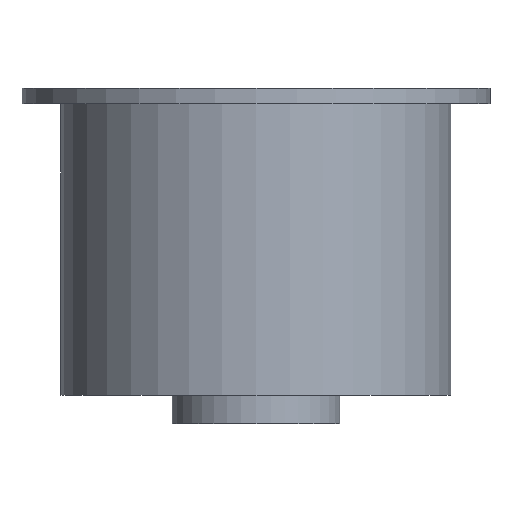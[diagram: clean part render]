
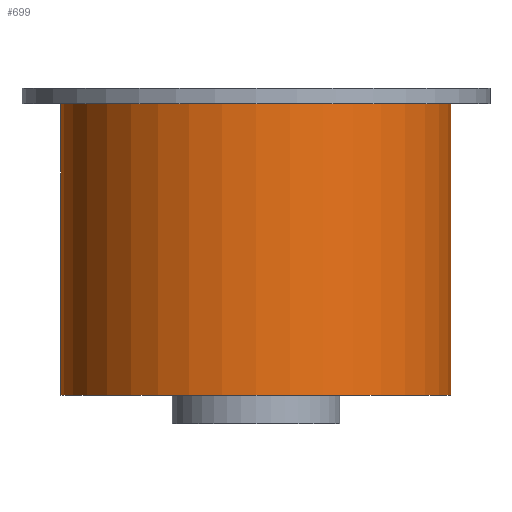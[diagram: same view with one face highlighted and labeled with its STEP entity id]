
A CAD part, front view. The second image highlights one B-rep face of the part: STEP entity #699.
In plain terms, the highlighted cylindrical face has radius 25 mm (diameter 50 mm), a partial arc.
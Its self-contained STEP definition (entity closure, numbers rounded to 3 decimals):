
#56 = CIRCLE ( 'NONE', #864, 25. ) ;
#91 = DIRECTION ( 'NONE',  ( 1., 0., 0. ) ) ;
#96 = EDGE_CURVE ( 'NONE', #1001, #337, #1104, .T. ) ;
#118 = DIRECTION ( 'NONE',  ( 0., 0., 1. ) ) ;
#128 = DIRECTION ( 'NONE',  ( 1., 0., 0. ) ) ;
#163 = DIRECTION ( 'NONE',  ( 0., 0., 1. ) ) ;
#193 = DIRECTION ( 'NONE',  ( 0., 0., 1. ) ) ;
#224 = VERTEX_POINT ( 'NONE', #1031 ) ;
#238 = ORIENTED_EDGE ( 'NONE', *, *, #96, .F. ) ;
#298 = CYLINDRICAL_SURFACE ( 'NONE', #539, 25. ) ;
#337 = VERTEX_POINT ( 'NONE', #792 ) ;
#419 = CARTESIAN_POINT ( 'NONE',  ( 25., 0., 67.492 ) ) ;
#433 = EDGE_CURVE ( 'NONE', #1001, #224, #56, .T. ) ;
#458 = DIRECTION ( 'NONE',  ( 1., 0., 0. ) ) ;
#504 = DIRECTION ( 'NONE',  ( 0., 0., 1. ) ) ;
#508 = CARTESIAN_POINT ( 'NONE',  ( -25., 0., -17.862 ) ) ;
#539 = AXIS2_PLACEMENT_3D ( 'NONE', #951, #193, #128 ) ;
#553 = VECTOR ( 'NONE', #118, 1000. ) ;
#583 = CIRCLE ( 'NONE', #825, 25. ) ;
#699 = ADVANCED_FACE ( 'NONE', ( #791 ), #298, .T. ) ;
#713 = ORIENTED_EDGE ( 'NONE', *, *, #433, .T. ) ;
#760 = DIRECTION ( 'NONE',  ( 0., 0., 1. ) ) ;
#779 = CARTESIAN_POINT ( 'NONE',  ( 0., 0., -17.862 ) ) ;
#791 = FACE_OUTER_BOUND ( 'NONE', #1182, .T. ) ;
#792 = CARTESIAN_POINT ( 'NONE',  ( -25., 0., 19.5 ) ) ;
#812 = ORIENTED_EDGE ( 'NONE', *, *, #1291, .T. ) ;
#825 = AXIS2_PLACEMENT_3D ( 'NONE', #999, #760, #458 ) ;
#841 = LINE ( 'NONE', #419, #553 ) ;
#864 = AXIS2_PLACEMENT_3D ( 'NONE', #779, #163, #91 ) ;
#901 = CARTESIAN_POINT ( 'NONE',  ( -25., 0., 67.492 ) ) ;
#936 = EDGE_CURVE ( 'NONE', #337, #1112, #583, .T. ) ;
#940 = ORIENTED_EDGE ( 'NONE', *, *, #936, .F. ) ;
#951 = CARTESIAN_POINT ( 'NONE',  ( 0., 0., 67.492 ) ) ;
#999 = CARTESIAN_POINT ( 'NONE',  ( 0., 0., 19.5 ) ) ;
#1001 = VERTEX_POINT ( 'NONE', #508 ) ;
#1031 = CARTESIAN_POINT ( 'NONE',  ( 25., 0., -17.862 ) ) ;
#1104 = LINE ( 'NONE', #901, #1292 ) ;
#1110 = CARTESIAN_POINT ( 'NONE',  ( 25., 0., 19.5 ) ) ;
#1112 = VERTEX_POINT ( 'NONE', #1110 ) ;
#1182 = EDGE_LOOP ( 'NONE', ( #238, #713, #812, #940 ) ) ;
#1291 = EDGE_CURVE ( 'NONE', #224, #1112, #841, .T. ) ;
#1292 = VECTOR ( 'NONE', #504, 1000. ) ;
